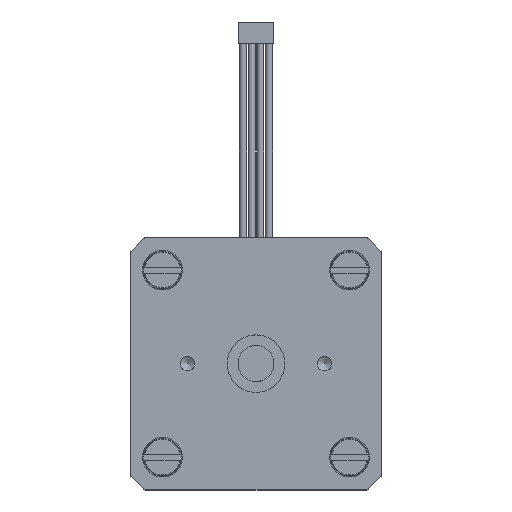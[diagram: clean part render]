
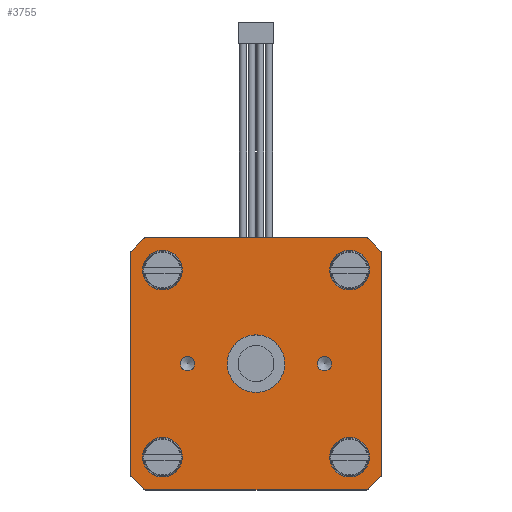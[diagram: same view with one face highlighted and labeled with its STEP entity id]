
A CAD part, top view. The second image highlights one B-rep face of the part: STEP entity #3755.
In plain terms, the highlighted planar face has unit normal (0, 0, 1).
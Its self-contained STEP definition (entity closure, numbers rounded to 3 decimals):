
#192=LINE('',#6054,#466);
#193=LINE('',#6058,#467);
#194=LINE('',#6062,#468);
#195=LINE('',#6066,#469);
#196=LINE('',#6070,#470);
#197=LINE('',#6074,#471);
#198=LINE('',#6078,#472);
#199=LINE('',#6082,#473);
#466=VECTOR('',#4876,30.586);
#467=VECTOR('',#4879,2.414);
#468=VECTOR('',#4882,30.586);
#469=VECTOR('',#4885,2.414);
#470=VECTOR('',#4888,30.586);
#471=VECTOR('',#4891,2.414);
#472=VECTOR('',#4894,30.586);
#473=VECTOR('',#4897,2.414);
#673=PLANE('',#4100);
#798=FACE_BOUND('',#1207,.T.);
#799=FACE_BOUND('',#1208,.T.);
#800=FACE_BOUND('',#1209,.T.);
#801=FACE_BOUND('',#1210,.T.);
#802=FACE_BOUND('',#1211,.T.);
#803=FACE_BOUND('',#1212,.T.);
#804=FACE_BOUND('',#1213,.T.);
#940=FACE_OUTER_BOUND('',#1206,.T.);
#1206=EDGE_LOOP('',(#2847,#2848,#2849,#2850,#2851,#2852,#2853,#2854,#2855,
#2856,#2857,#2858,#2859,#2860,#2861,#2862));
#1207=EDGE_LOOP('',(#2863));
#1208=EDGE_LOOP('',(#2864));
#1209=EDGE_LOOP('',(#2865));
#1210=EDGE_LOOP('',(#2866));
#1211=EDGE_LOOP('',(#2867));
#1212=EDGE_LOOP('',(#2868));
#1213=EDGE_LOOP('',(#2869));
#1451=CIRCLE('',#4029,1.007);
#1454=CIRCLE('',#4034,1.007);
#1458=CIRCLE('',#4041,4.);
#1460=CIRCLE('',#4044,2.75);
#1462=CIRCLE('',#4047,2.75);
#1464=CIRCLE('',#4050,2.75);
#1466=CIRCLE('',#4053,2.75);
#1492=CIRCLE('',#4101,0.5);
#1493=CIRCLE('',#4102,0.5);
#1494=CIRCLE('',#4103,0.5);
#1495=CIRCLE('',#4104,0.5);
#1496=CIRCLE('',#4105,0.5);
#1497=CIRCLE('',#4106,0.5);
#1498=CIRCLE('',#4107,0.5);
#1499=CIRCLE('',#4108,0.5);
#1676=VERTEX_POINT('',#5784);
#1681=VERTEX_POINT('',#5802);
#1711=VERTEX_POINT('',#5873);
#1713=VERTEX_POINT('',#5878);
#1715=VERTEX_POINT('',#5883);
#1717=VERTEX_POINT('',#5888);
#1719=VERTEX_POINT('',#5893);
#1781=VERTEX_POINT('',#6052);
#1782=VERTEX_POINT('',#6053);
#1783=VERTEX_POINT('',#6055);
#1784=VERTEX_POINT('',#6057);
#1785=VERTEX_POINT('',#6059);
#1786=VERTEX_POINT('',#6061);
#1787=VERTEX_POINT('',#6063);
#1788=VERTEX_POINT('',#6065);
#1789=VERTEX_POINT('',#6067);
#1790=VERTEX_POINT('',#6069);
#1791=VERTEX_POINT('',#6071);
#1792=VERTEX_POINT('',#6073);
#1793=VERTEX_POINT('',#6075);
#1794=VERTEX_POINT('',#6077);
#1795=VERTEX_POINT('',#6079);
#1796=VERTEX_POINT('',#6081);
#2065=EDGE_CURVE('',#1676,#1676,#1451,.T.);
#2071=EDGE_CURVE('',#1681,#1681,#1454,.T.);
#2104=EDGE_CURVE('',#1711,#1711,#1458,.T.);
#2106=EDGE_CURVE('',#1713,#1713,#1460,.T.);
#2108=EDGE_CURVE('',#1715,#1715,#1462,.T.);
#2110=EDGE_CURVE('',#1717,#1717,#1464,.T.);
#2112=EDGE_CURVE('',#1719,#1719,#1466,.T.);
#2187=EDGE_CURVE('',#1781,#1782,#192,.T.);
#2188=EDGE_CURVE('',#1781,#1783,#1492,.T.);
#2189=EDGE_CURVE('',#1783,#1784,#193,.T.);
#2190=EDGE_CURVE('',#1784,#1785,#1493,.T.);
#2191=EDGE_CURVE('',#1786,#1785,#194,.T.);
#2192=EDGE_CURVE('',#1786,#1787,#1494,.T.);
#2193=EDGE_CURVE('',#1787,#1788,#195,.T.);
#2194=EDGE_CURVE('',#1788,#1789,#1495,.T.);
#2195=EDGE_CURVE('',#1790,#1789,#196,.T.);
#2196=EDGE_CURVE('',#1790,#1791,#1496,.T.);
#2197=EDGE_CURVE('',#1791,#1792,#197,.T.);
#2198=EDGE_CURVE('',#1792,#1793,#1497,.T.);
#2199=EDGE_CURVE('',#1794,#1793,#198,.T.);
#2200=EDGE_CURVE('',#1794,#1795,#1498,.T.);
#2201=EDGE_CURVE('',#1795,#1796,#199,.T.);
#2202=EDGE_CURVE('',#1796,#1782,#1499,.T.);
#2847=ORIENTED_EDGE('',*,*,#2187,.F.);
#2848=ORIENTED_EDGE('',*,*,#2188,.T.);
#2849=ORIENTED_EDGE('',*,*,#2189,.T.);
#2850=ORIENTED_EDGE('',*,*,#2190,.T.);
#2851=ORIENTED_EDGE('',*,*,#2191,.F.);
#2852=ORIENTED_EDGE('',*,*,#2192,.T.);
#2853=ORIENTED_EDGE('',*,*,#2193,.T.);
#2854=ORIENTED_EDGE('',*,*,#2194,.T.);
#2855=ORIENTED_EDGE('',*,*,#2195,.F.);
#2856=ORIENTED_EDGE('',*,*,#2196,.T.);
#2857=ORIENTED_EDGE('',*,*,#2197,.T.);
#2858=ORIENTED_EDGE('',*,*,#2198,.T.);
#2859=ORIENTED_EDGE('',*,*,#2199,.F.);
#2860=ORIENTED_EDGE('',*,*,#2200,.T.);
#2861=ORIENTED_EDGE('',*,*,#2201,.T.);
#2862=ORIENTED_EDGE('',*,*,#2202,.T.);
#2863=ORIENTED_EDGE('',*,*,#2065,.T.);
#2864=ORIENTED_EDGE('',*,*,#2071,.T.);
#2865=ORIENTED_EDGE('',*,*,#2104,.T.);
#2866=ORIENTED_EDGE('',*,*,#2112,.F.);
#2867=ORIENTED_EDGE('',*,*,#2110,.T.);
#2868=ORIENTED_EDGE('',*,*,#2108,.F.);
#2869=ORIENTED_EDGE('',*,*,#2106,.T.);
#3755=ADVANCED_FACE('',(#940,#798,#799,#800,#801,#802,#803,#804),#673,.F.);
#4029=AXIS2_PLACEMENT_3D('',#5785,#4653,#4654);
#4034=AXIS2_PLACEMENT_3D('',#5803,#4665,#4666);
#4041=AXIS2_PLACEMENT_3D('',#5874,#4707,#4708);
#4044=AXIS2_PLACEMENT_3D('',#5879,#4713,#4714);
#4047=AXIS2_PLACEMENT_3D('',#5884,#4719,#4720);
#4050=AXIS2_PLACEMENT_3D('',#5889,#4725,#4726);
#4053=AXIS2_PLACEMENT_3D('',#5894,#4731,#4732);
#4100=AXIS2_PLACEMENT_3D('',#6051,#4874,#4875);
#4101=AXIS2_PLACEMENT_3D('',#6056,#4877,#4878);
#4102=AXIS2_PLACEMENT_3D('',#6060,#4880,#4881);
#4103=AXIS2_PLACEMENT_3D('',#6064,#4883,#4884);
#4104=AXIS2_PLACEMENT_3D('',#6068,#4886,#4887);
#4105=AXIS2_PLACEMENT_3D('',#6072,#4889,#4890);
#4106=AXIS2_PLACEMENT_3D('',#6076,#4892,#4893);
#4107=AXIS2_PLACEMENT_3D('',#6080,#4895,#4896);
#4108=AXIS2_PLACEMENT_3D('',#6083,#4898,#4899);
#4653=DIRECTION('center_axis',(0.,0.,-1.));
#4654=DIRECTION('ref_axis',(-1.,0.,0.));
#4665=DIRECTION('center_axis',(0.,0.,-1.));
#4666=DIRECTION('ref_axis',(-1.,0.,0.));
#4707=DIRECTION('center_axis',(0.,0.,-1.));
#4708=DIRECTION('ref_axis',(1.,0.,0.));
#4713=DIRECTION('center_axis',(0.,0.,-1.));
#4714=DIRECTION('ref_axis',(1.,0.,0.));
#4719=DIRECTION('center_axis',(0.,0.,1.));
#4720=DIRECTION('ref_axis',(1.,0.,0.));
#4725=DIRECTION('center_axis',(0.,0.,-1.));
#4726=DIRECTION('ref_axis',(-1.,0.,0.));
#4731=DIRECTION('center_axis',(0.,0.,1.));
#4732=DIRECTION('ref_axis',(-1.,0.,0.));
#4874=DIRECTION('center_axis',(0.,0.,-1.));
#4875=DIRECTION('ref_axis',(1.,0.,0.));
#4876=DIRECTION('',(-1.,0.,0.));
#4877=DIRECTION('center_axis',(0.,0.,1.));
#4878=DIRECTION('ref_axis',(1.,0.,0.));
#4879=DIRECTION('',(0.707,0.707,0.));
#4880=DIRECTION('center_axis',(0.,0.,1.));
#4881=DIRECTION('ref_axis',(1.,0.,0.));
#4882=DIRECTION('',(0.,-1.,0.));
#4883=DIRECTION('center_axis',(0.,0.,1.));
#4884=DIRECTION('ref_axis',(1.,0.,0.));
#4885=DIRECTION('',(-0.707,0.707,0.));
#4886=DIRECTION('center_axis',(0.,0.,1.));
#4887=DIRECTION('ref_axis',(1.,0.,0.));
#4888=DIRECTION('',(1.,0.,0.));
#4889=DIRECTION('center_axis',(0.,0.,1.));
#4890=DIRECTION('ref_axis',(1.,0.,0.));
#4891=DIRECTION('',(-0.707,-0.707,0.));
#4892=DIRECTION('center_axis',(0.,0.,1.));
#4893=DIRECTION('ref_axis',(1.,0.,0.));
#4894=DIRECTION('',(0.,1.,0.));
#4895=DIRECTION('center_axis',(0.,0.,1.));
#4896=DIRECTION('ref_axis',(1.,0.,0.));
#4897=DIRECTION('',(0.707,-0.707,0.));
#4898=DIRECTION('center_axis',(0.,0.,1.));
#4899=DIRECTION('ref_axis',(1.,0.,0.));
#5784=CARTESIAN_POINT('',(8.518,0.,36.));
#5785=CARTESIAN_POINT('Origin',(9.525,0.,
36.));
#5802=CARTESIAN_POINT('',(-10.532,0.,36.));
#5803=CARTESIAN_POINT('Origin',(-9.525,0.,
36.));
#5873=CARTESIAN_POINT('',(-4.,0.,36.));
#5874=CARTESIAN_POINT('Origin',(0.,0.,
36.));
#5878=CARTESIAN_POINT('',(-15.75,-13.,36.));
#5879=CARTESIAN_POINT('Origin',(-13.,-13.,36.));
#5883=CARTESIAN_POINT('',(-15.75,13.,36.));
#5884=CARTESIAN_POINT('Origin',(-13.,13.,36.));
#5888=CARTESIAN_POINT('',(10.25,13.,36.));
#5889=CARTESIAN_POINT('Origin',(13.,13.,36.));
#5893=CARTESIAN_POINT('',(10.25,-13.,36.));
#5894=CARTESIAN_POINT('Origin',(13.,-13.,36.));
#6051=CARTESIAN_POINT('Origin',(-17.5,17.5,36.));
#6052=CARTESIAN_POINT('',(15.293,-17.5,36.));
#6053=CARTESIAN_POINT('',(-15.293,-17.5,36.));
#6054=CARTESIAN_POINT('',(15.293,-17.5,36.));
#6055=CARTESIAN_POINT('',(15.646,-17.354,36.));
#6056=CARTESIAN_POINT('Origin',(15.293,-17.,36.));
#6057=CARTESIAN_POINT('',(17.354,-15.646,36.));
#6058=CARTESIAN_POINT('',(15.646,-17.354,36.));
#6059=CARTESIAN_POINT('',(17.5,-15.293,36.));
#6060=CARTESIAN_POINT('Origin',(17.,-15.293,36.));
#6061=CARTESIAN_POINT('',(17.5,15.293,36.));
#6062=CARTESIAN_POINT('',(17.5,15.293,36.));
#6063=CARTESIAN_POINT('',(17.354,15.646,36.));
#6064=CARTESIAN_POINT('Origin',(17.,15.293,36.));
#6065=CARTESIAN_POINT('',(15.646,17.354,36.));
#6066=CARTESIAN_POINT('',(17.354,15.646,36.));
#6067=CARTESIAN_POINT('',(15.293,17.5,36.));
#6068=CARTESIAN_POINT('Origin',(15.293,17.,36.));
#6069=CARTESIAN_POINT('',(-15.293,17.5,36.));
#6070=CARTESIAN_POINT('',(-15.293,17.5,36.));
#6071=CARTESIAN_POINT('',(-15.646,17.354,36.));
#6072=CARTESIAN_POINT('Origin',(-15.293,17.,36.));
#6073=CARTESIAN_POINT('',(-17.354,15.646,36.));
#6074=CARTESIAN_POINT('',(-15.646,17.354,36.));
#6075=CARTESIAN_POINT('',(-17.5,15.293,36.));
#6076=CARTESIAN_POINT('Origin',(-17.,15.293,36.));
#6077=CARTESIAN_POINT('',(-17.5,-15.293,36.));
#6078=CARTESIAN_POINT('',(-17.5,-15.293,36.));
#6079=CARTESIAN_POINT('',(-17.354,-15.646,36.));
#6080=CARTESIAN_POINT('Origin',(-17.,-15.293,36.));
#6081=CARTESIAN_POINT('',(-15.646,-17.354,36.));
#6082=CARTESIAN_POINT('',(-17.354,-15.646,36.));
#6083=CARTESIAN_POINT('Origin',(-15.293,-17.,36.));
